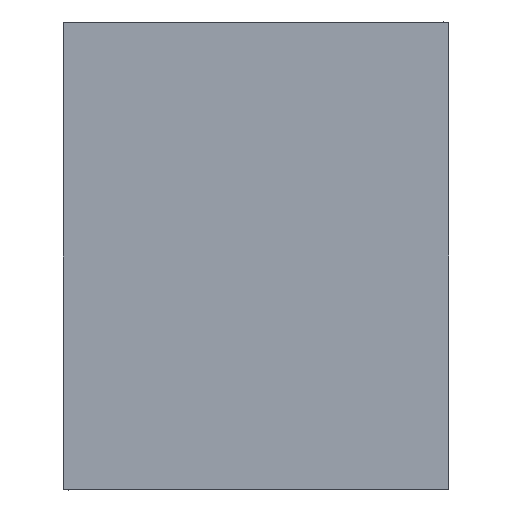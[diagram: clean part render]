
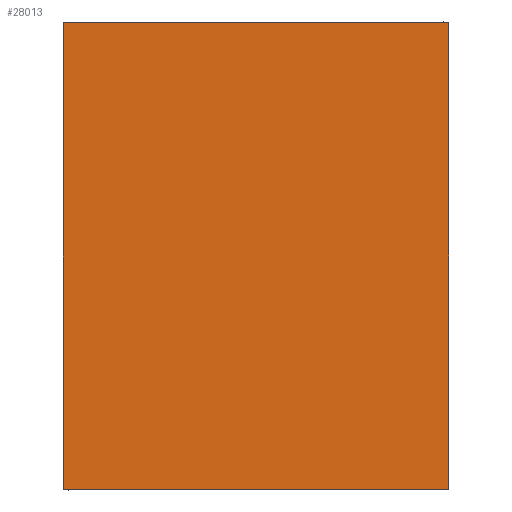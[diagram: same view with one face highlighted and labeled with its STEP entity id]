
A CAD part, left-side view. The second image highlights one B-rep face of the part: STEP entity #28013.
In plain terms, the highlighted face is planar.
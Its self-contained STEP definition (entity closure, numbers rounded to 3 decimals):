
#464 = AXIS2_PLACEMENT_3D ( 'NONE', #7935, #11425, #4655 ) ;
#1809 = EDGE_CURVE ( 'NONE', #19215, #39745, #42471, .T. ) ;
#1963 = DIRECTION ( 'NONE',  ( 0., 0.707, 0.707 ) ) ;
#4550 = VECTOR ( 'NONE', #15964, 1000. ) ;
#4655 = DIRECTION ( 'NONE',  ( 0., 0., -1. ) ) ;
#4765 = EDGE_CURVE ( 'NONE', #34592, #22138, #19377, .T. ) ;
#5248 = CARTESIAN_POINT ( 'NONE',  ( 205., 77.35, -77.35 ) ) ;
#5669 = LINE ( 'NONE', #16118, #15666 ) ;
#5933 = LINE ( 'NONE', #36503, #4550 ) ;
#6303 = DIRECTION ( 'NONE',  ( 0., 0., -1. ) ) ;
#6475 = DIRECTION ( 'NONE',  ( 0., 0.707, -0.707 ) ) ;
#6731 = CARTESIAN_POINT ( 'NONE',  ( 205., -70., -84.7 ) ) ;
#7935 = CARTESIAN_POINT ( 'NONE',  ( 205., 0., 0. ) ) ;
#8659 = CARTESIAN_POINT ( 'NONE',  ( 205., 69.7, -85. ) ) ;
#9727 = VECTOR ( 'NONE', #35907, 1000. ) ;
#10502 = VECTOR ( 'NONE', #6475, 1000. ) ;
#11297 = CARTESIAN_POINT ( 'NONE',  ( 205., 69.7, 85. ) ) ;
#11425 = DIRECTION ( 'NONE',  ( 1., 0., 0. ) ) ;
#11801 = CARTESIAN_POINT ( 'NONE',  ( 205., -69.7, -85. ) ) ;
#12178 = EDGE_CURVE ( 'NONE', #32957, #34592, #19413, .T. ) ;
#12550 = LINE ( 'NONE', #24119, #16698 ) ;
#12636 = ORIENTED_EDGE ( 'NONE', *, *, #37169, .T. ) ;
#13314 = VERTEX_POINT ( 'NONE', #31928 ) ;
#15420 = LINE ( 'NONE', #31841, #22928 ) ;
#15561 = ORIENTED_EDGE ( 'NONE', *, *, #1809, .T. ) ;
#15666 = VECTOR ( 'NONE', #25338, 1000. ) ;
#15964 = DIRECTION ( 'NONE',  ( 0., -0.707, 0.707 ) ) ;
#16118 = CARTESIAN_POINT ( 'NONE',  ( 205., 70., -85. ) ) ;
#16698 = VECTOR ( 'NONE', #17771, 1000. ) ;
#17054 = VERTEX_POINT ( 'NONE', #32352 ) ;
#17767 = ORIENTED_EDGE ( 'NONE', *, *, #38519, .T. ) ;
#17771 = DIRECTION ( 'NONE',  ( 0., 1., 0. ) ) ;
#19215 = VERTEX_POINT ( 'NONE', #11297 ) ;
#19377 = LINE ( 'NONE', #20017, #10502 ) ;
#19413 = LINE ( 'NONE', #36238, #37917 ) ;
#19842 = ORIENTED_EDGE ( 'NONE', *, *, #20806, .T. ) ;
#20017 = CARTESIAN_POINT ( 'NONE',  ( 205., -77.35, -77.35 ) ) ;
#20806 = EDGE_CURVE ( 'NONE', #17054, #13314, #5669, .T. ) ;
#21878 = EDGE_CURVE ( 'NONE', #13314, #19215, #5933, .T. ) ;
#22138 = VERTEX_POINT ( 'NONE', #11801 ) ;
#22750 = EDGE_LOOP ( 'NONE', ( #40930, #17767, #19842, #39161, #15561, #12636, #34495, #29893 ) ) ;
#22928 = VECTOR ( 'NONE', #35744, 1000. ) ;
#24119 = CARTESIAN_POINT ( 'NONE',  ( 205., -70., -85. ) ) ;
#25338 = DIRECTION ( 'NONE',  ( 0., 0., 1. ) ) ;
#25472 = CARTESIAN_POINT ( 'NONE',  ( 205., -69.7, 85. ) ) ;
#28013 = ADVANCED_FACE ( 'NONE', ( #31319 ), #37876, .T. ) ;
#28203 = LINE ( 'NONE', #5248, #29270 ) ;
#28724 = CARTESIAN_POINT ( 'NONE',  ( 205., 70., 85. ) ) ;
#29270 = VECTOR ( 'NONE', #1963, 1000. ) ;
#29893 = ORIENTED_EDGE ( 'NONE', *, *, #4765, .T. ) ;
#31147 = CARTESIAN_POINT ( 'NONE',  ( 205., -70., 84.7 ) ) ;
#31319 = FACE_OUTER_BOUND ( 'NONE', #22750, .T. ) ;
#31841 = CARTESIAN_POINT ( 'NONE',  ( 205., -77.35, 77.35 ) ) ;
#31928 = CARTESIAN_POINT ( 'NONE',  ( 205., 70., 84.7 ) ) ;
#32352 = CARTESIAN_POINT ( 'NONE',  ( 205., 70., -84.7 ) ) ;
#32957 = VERTEX_POINT ( 'NONE', #31147 ) ;
#34495 = ORIENTED_EDGE ( 'NONE', *, *, #12178, .T. ) ;
#34592 = VERTEX_POINT ( 'NONE', #6731 ) ;
#35744 = DIRECTION ( 'NONE',  ( 0., -0.707, -0.707 ) ) ;
#35907 = DIRECTION ( 'NONE',  ( 0., -1., 0. ) ) ;
#36238 = CARTESIAN_POINT ( 'NONE',  ( 205., -70., 85. ) ) ;
#36503 = CARTESIAN_POINT ( 'NONE',  ( 205., 77.35, 77.35 ) ) ;
#37169 = EDGE_CURVE ( 'NONE', #39745, #32957, #15420, .T. ) ;
#37876 = PLANE ( 'NONE',  #464 ) ;
#37917 = VECTOR ( 'NONE', #6303, 1000. ) ;
#38519 = EDGE_CURVE ( 'NONE', #39731, #17054, #28203, .T. ) ;
#39161 = ORIENTED_EDGE ( 'NONE', *, *, #21878, .T. ) ;
#39731 = VERTEX_POINT ( 'NONE', #8659 ) ;
#39745 = VERTEX_POINT ( 'NONE', #25472 ) ;
#40034 = EDGE_CURVE ( 'NONE', #22138, #39731, #12550, .T. ) ;
#40930 = ORIENTED_EDGE ( 'NONE', *, *, #40034, .T. ) ;
#42471 = LINE ( 'NONE', #28724, #9727 ) ;
